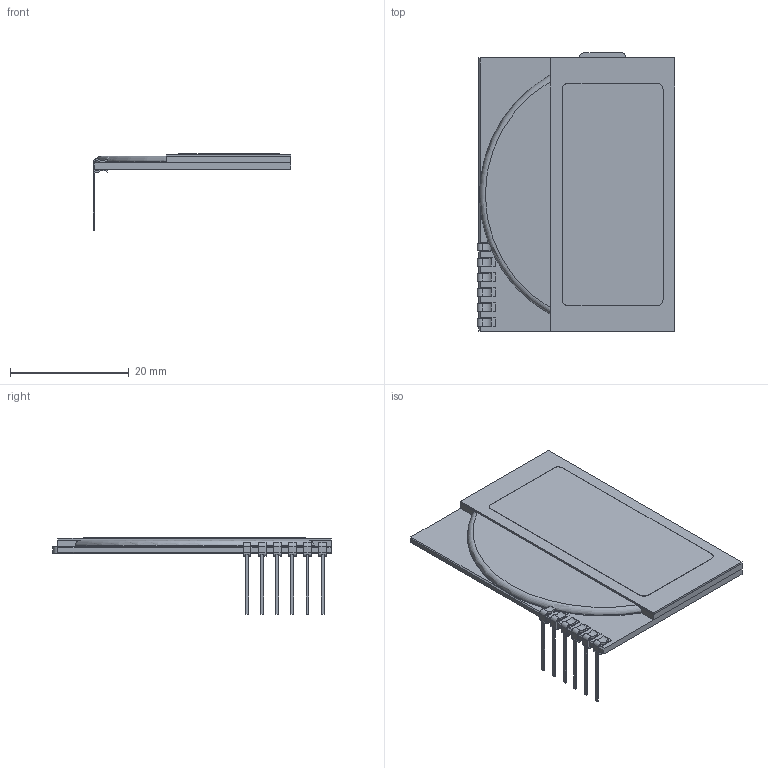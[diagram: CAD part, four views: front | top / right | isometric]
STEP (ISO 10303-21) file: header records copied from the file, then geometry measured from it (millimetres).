
FILE_DESCRIPTION(('FreeCAD Model'),'2;1');
FILE_NAME('Kub001_sp.step','2017-08-11T19:10:35',( 'kicad StepUp'),('ksu MCAD'),'Open CASCADE STEP processor 7.1', 'FreeCAD','Unknown');
FILE_SCHEMA(('AUTOMOTIVE_DESIGN { 1 0 10303 214 1 1 1 1 }'));
Length unit declared in the file: millimetre
Products named in the file (1): Kub001_sp
Bounding box: 33.3 x 46.9 x 12.83 mm (x, y, z)
Volume: 3481.7 mm3; surface area: 5509.5 mm2
Topology: 2 solids, 2 shells, 215 faces, 608 edges, 394 vertices
Faces by surface type: plane 147, cylinder 67, torus 1
Entity records: 4542 total; most frequent: ORIENTED_EDGE 909, CARTESIAN_POINT 663, EDGE_CURVE 608, VERTEX_POINT 394, LINE 384, AXIS2_PLACEMENT_3D 272, FACE_BOUND 238, EDGE_LOOP 238
